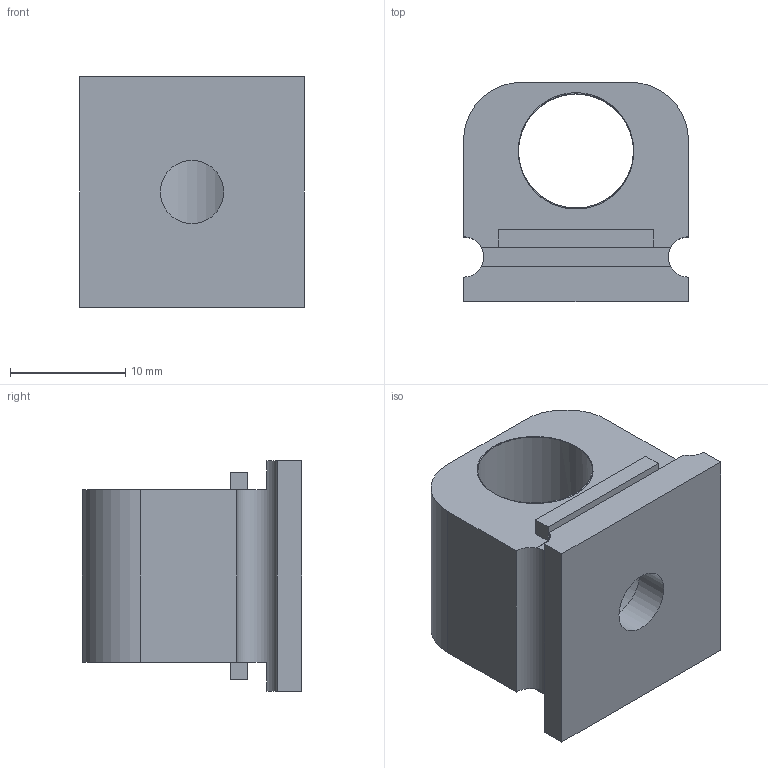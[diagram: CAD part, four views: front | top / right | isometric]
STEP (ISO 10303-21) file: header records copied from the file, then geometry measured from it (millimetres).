
FILE_DESCRIPTION( ( 'STEP AP203' ), '1' );
FILE_NAME( 'FLEXA RQHG 5030.028.207.stp', '2020-03-26T12:32:30', ( 'License CC BY-ND 4.0' ), ( 'CADENAS' ), ' ', 'PARTsolutions', ' ' );
FILE_SCHEMA( ( 'CONFIG_CONTROL_DESIGN' ) );
Length unit declared in the file: millimetre
Products named in the file (1): _FLEXA RQHG 5030.028.207
Bounding box: 19.5 x 19 x 20 mm (x, y, z)
Volume: 3886.7 mm3; surface area: 2678.6 mm2
Topology: 1 solids, 1 shells, 42 faces, 112 edges, 72 vertices
Faces by surface type: plane 31, cylinder 11
Full cylindrical faces by diameter (mm): 5.5 x1, 10 x4
Entity records: 1286 total; most frequent: DIRECTION 224, CARTESIAN_POINT 211, ORIENTED_EDGE 202, EDGE_CURVE 101, AXIS2_PLACEMENT_3D 80, VERTEX_POINT 67, LINE 64, VECTOR 64
